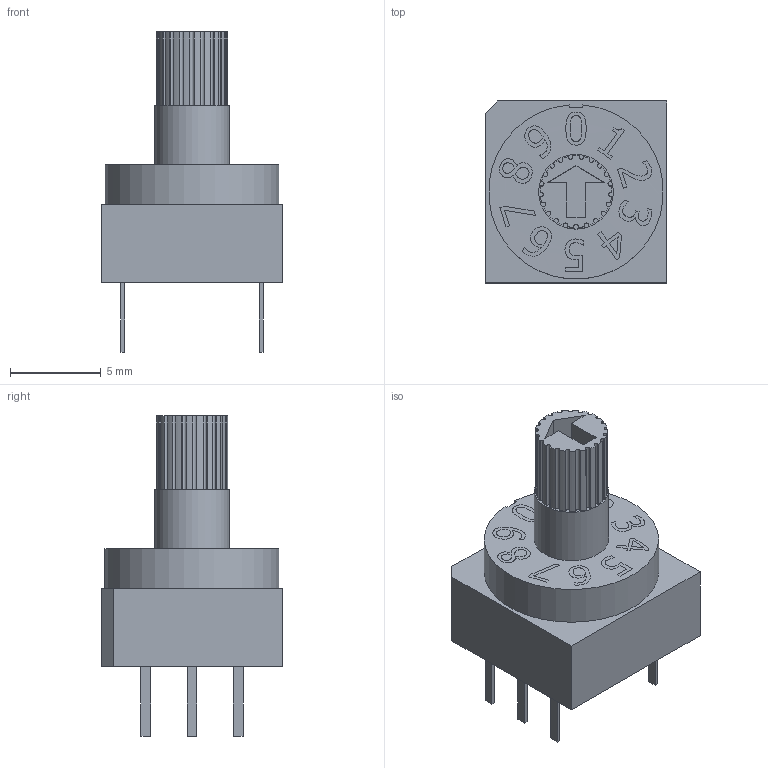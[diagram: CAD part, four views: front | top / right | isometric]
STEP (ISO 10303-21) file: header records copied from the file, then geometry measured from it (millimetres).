
FILE_DESCRIPTION((' '),'2;1');
FILE_NAME('RDTBx10P1x.stp','2017-07-28T14:16:16',(' '),(' '),' ','ACIS',' ');
FILE_SCHEMA(('CONFIG_CONTROL_DESIGN'));
Length unit declared in the file: inch
Products named in the file (1): RDTBx10P1x.stp
Bounding box: 10 x 10 x 17.6 mm (x, y, z)
Volume: 632.2 mm3; surface area: 726.1 mm2
Topology: 1 solids, 2 shells, 156 faces, 549 edges, 423 vertices
Faces by surface type: plane 111, cylinder 45
Full cylindrical faces by diameter (mm): 4.1 x2
Entity records: 6303 total; most frequent: CARTESIAN_POINT 1468, ORIENTED_EDGE 1094, DIRECTION 838, EDGE_CURVE 547, VERTEX_POINT 423, VECTOR 344, LINE 344, AXIS2_PLACEMENT_3D 247
